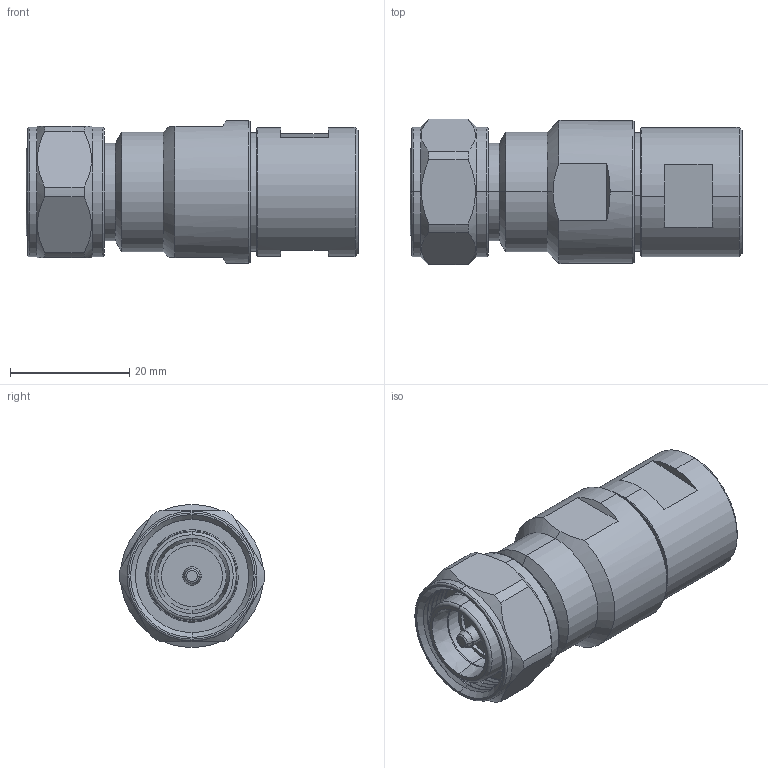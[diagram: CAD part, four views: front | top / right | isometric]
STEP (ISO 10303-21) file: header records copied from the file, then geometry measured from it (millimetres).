
FILE_DESCRIPTION (( 'STEP AP203' ), '1' );
FILE_NAME ('3190-6346(EZ-LPO500-4310MC-LP).STEP', '2020-09-10T05:18:00', ( '' ), ( '' ), 'SwSTEP 2.0', 'SolidWorks 2018', '' );
FILE_SCHEMA (( 'CONFIG_CONTROL_DESIGN' ));
Length unit declared in the file: inch
Products named in the file (1): 3190-6346(EZ-LPO500-4310MC-LP)
Bounding box: 55.71 x 24.49 x 24 mm (x, y, z)
Volume: 14830.9 mm3; surface area: 8177.1 mm2
Topology: 1 solids, 2 shells, 216 faces, 496 edges, 301 vertices
Faces by surface type: cylinder 68, plane 54, cone 54, torus 40
Entity records: 6798 total; most frequent: CARTESIAN_POINT 1697, DIRECTION 1166, ORIENTED_EDGE 988, AXIS2_PLACEMENT_3D 495, EDGE_CURVE 494, VERTEX_POINT 301, CIRCLE 278, EDGE_LOOP 237
